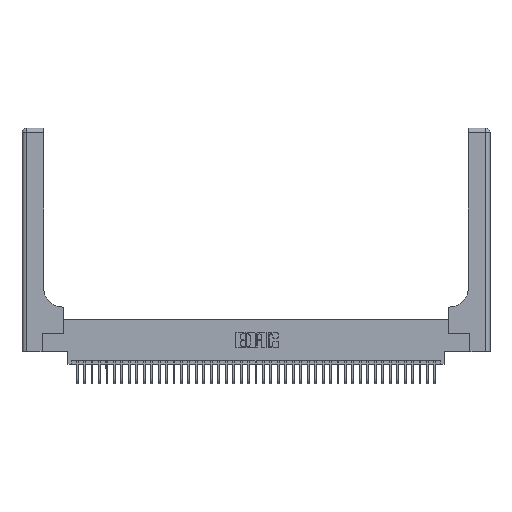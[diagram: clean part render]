
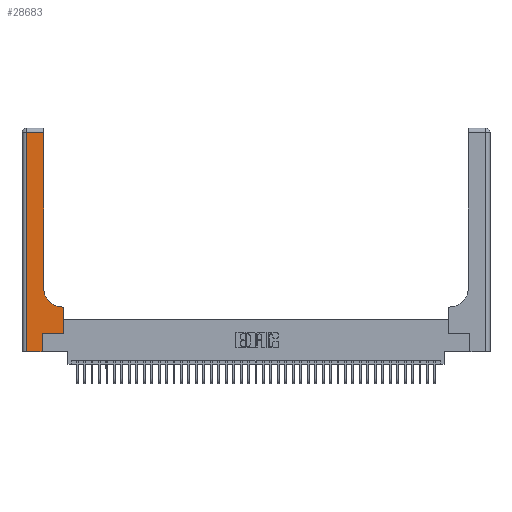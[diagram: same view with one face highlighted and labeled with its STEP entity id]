
A CAD part, top view. The second image highlights one B-rep face of the part: STEP entity #28683.
In plain terms, the highlighted planar face has unit normal (0, 0, 1).
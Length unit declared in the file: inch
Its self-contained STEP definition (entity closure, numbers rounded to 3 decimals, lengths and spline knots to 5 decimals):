
#193 = EDGE_CURVE ( 'NONE', #38329, #12804, #36790, .T. ) ;
#374 = CARTESIAN_POINT ( 'NONE',  ( 0., 0., 0.37 ) ) ;
#828 = ORIENTED_EDGE ( 'NONE', *, *, #20828, .T. ) ;
#1318 = EDGE_CURVE ( 'NONE', #30761, #22816, #21124, .T. ) ;
#1559 = CARTESIAN_POINT ( 'NONE',  ( 0.2915, 3., 0.37 ) ) ;
#2415 = ORIENTED_EDGE ( 'NONE', *, *, #28291, .T. ) ;
#4188 = LINE ( 'NONE', #43716, #32797 ) ;
#4272 = CARTESIAN_POINT ( 'NONE',  ( 0., 3., 0.37 ) ) ;
#4643 = ORIENTED_EDGE ( 'NONE', *, *, #21767, .T. ) ;
#5815 = DIRECTION ( 'NONE',  ( 0., 1., 0. ) ) ;
#6267 = VECTOR ( 'NONE', #5815, 39.37008 ) ;
#6828 = LINE ( 'NONE', #19465, #33257 ) ;
#6862 = CARTESIAN_POINT ( 'NONE',  ( 0.5415, 0.6, 0.37 ) ) ;
#7102 = EDGE_CURVE ( 'NONE', #21247, #23861, #40160, .T. ) ;
#7747 = DIRECTION ( 'NONE',  ( -1., 0., 0. ) ) ;
#8542 = DIRECTION ( 'NONE',  ( 0., 1., 0. ) ) ;
#9223 = VERTEX_POINT ( 'NONE', #19537 ) ;
#9375 = VECTOR ( 'NONE', #35397, 39.37008 ) ;
#9457 = CARTESIAN_POINT ( 'NONE',  ( 0.5415, 0.85, 0.37 ) ) ;
#10763 = AXIS2_PLACEMENT_3D ( 'NONE', #9457, #33519, #12918 ) ;
#11147 = VECTOR ( 'NONE', #27999, 39.37008 ) ;
#11763 = VERTEX_POINT ( 'NONE', #23017 ) ;
#11941 = VECTOR ( 'NONE', #21215, 39.37008 ) ;
#12804 = VERTEX_POINT ( 'NONE', #25645 ) ;
#12866 = DIRECTION ( 'NONE',  ( 0., 1., 0. ) ) ;
#12918 = DIRECTION ( 'NONE',  ( 1., 0., 0. ) ) ;
#13585 = VECTOR ( 'NONE', #8542, 39.37008 ) ;
#14724 = CARTESIAN_POINT ( 'NONE',  ( 0.5585, 0.6, 0.37 ) ) ;
#15476 = LINE ( 'NONE', #26511, #6267 ) ;
#16032 = EDGE_CURVE ( 'NONE', #22816, #9223, #35524, .T. ) ;
#16420 = ORIENTED_EDGE ( 'NONE', *, *, #7102, .T. ) ;
#16775 = CARTESIAN_POINT ( 'NONE',  ( 0., 2.94, 0.37 ) ) ;
#18670 = FACE_OUTER_BOUND ( 'NONE', #26356, .T. ) ;
#18697 = VERTEX_POINT ( 'NONE', #34707 ) ;
#18944 = EDGE_CURVE ( 'NONE', #9223, #21247, #22755, .T. ) ;
#19465 = CARTESIAN_POINT ( 'NONE',  ( 0.06, 3., 0.37 ) ) ;
#19537 = CARTESIAN_POINT ( 'NONE',  ( 0.2915, 0.85, 0.37 ) ) ;
#19614 = DIRECTION ( 'NONE',  ( 0., -1., 0. ) ) ;
#20828 = EDGE_CURVE ( 'NONE', #11763, #38329, #4188, .T. ) ;
#21124 = LINE ( 'NONE', #31435, #11941 ) ;
#21215 = DIRECTION ( 'NONE',  ( -1., 0., 0. ) ) ;
#21247 = VERTEX_POINT ( 'NONE', #25339 ) ;
#21486 = PLANE ( 'NONE',  #25792 ) ;
#21767 = EDGE_CURVE ( 'NONE', #18697, #11763, #38568, .T. ) ;
#22755 = LINE ( 'NONE', #1559, #13585 ) ;
#22816 = VERTEX_POINT ( 'NONE', #6862 ) ;
#23017 = CARTESIAN_POINT ( 'NONE',  ( 0.269, 0., 0.37 ) ) ;
#23861 = VERTEX_POINT ( 'NONE', #44295 ) ;
#25339 = CARTESIAN_POINT ( 'NONE',  ( 0.2915, 2.94, 0.37 ) ) ;
#25645 = CARTESIAN_POINT ( 'NONE',  ( 0.5585, 0.25, 0.37 ) ) ;
#25792 = AXIS2_PLACEMENT_3D ( 'NONE', #4272, #28438, #7747 ) ;
#26356 = EDGE_LOOP ( 'NONE', ( #28348, #16420, #31799, #4643, #828, #31068, #2415, #41561, #39163 ) ) ;
#26511 = CARTESIAN_POINT ( 'NONE',  ( 0.5585, 0.25, 0.37 ) ) ;
#27999 = DIRECTION ( 'NONE',  ( 1., 0., 0. ) ) ;
#28291 = EDGE_CURVE ( 'NONE', #12804, #30761, #15476, .T. ) ;
#28348 = ORIENTED_EDGE ( 'NONE', *, *, #18944, .T. ) ;
#28438 = DIRECTION ( 'NONE',  ( 0., 0., -1. ) ) ;
#28683 = ADVANCED_FACE ( 'NONE', ( #18670 ), #21486, .F. ) ;
#30488 = DIRECTION ( 'NONE',  ( -1., 0., 0. ) ) ;
#30761 = VERTEX_POINT ( 'NONE', #14724 ) ;
#31068 = ORIENTED_EDGE ( 'NONE', *, *, #193, .T. ) ;
#31435 = CARTESIAN_POINT ( 'NONE',  ( 0.2915, 0.6, 0.37 ) ) ;
#31799 = ORIENTED_EDGE ( 'NONE', *, *, #39219, .T. ) ;
#31968 = CARTESIAN_POINT ( 'NONE',  ( 0.269, 0.25, 0.37 ) ) ;
#32139 = VECTOR ( 'NONE', #30488, 39.37008 ) ;
#32797 = VECTOR ( 'NONE', #12866, 39.37008 ) ;
#33257 = VECTOR ( 'NONE', #19614, 39.37008 ) ;
#33519 = DIRECTION ( 'NONE',  ( 0., 0., -1. ) ) ;
#34707 = CARTESIAN_POINT ( 'NONE',  ( 0.06, 0., 0.37 ) ) ;
#35397 = DIRECTION ( 'NONE',  ( 1., 0., 0. ) ) ;
#35524 = CIRCLE ( 'NONE', #10763, 0.25 ) ;
#36790 = LINE ( 'NONE', #31968, #9375 ) ;
#38329 = VERTEX_POINT ( 'NONE', #38396 ) ;
#38396 = CARTESIAN_POINT ( 'NONE',  ( 0.269, 0.25, 0.37 ) ) ;
#38568 = LINE ( 'NONE', #374, #11147 ) ;
#39163 = ORIENTED_EDGE ( 'NONE', *, *, #16032, .T. ) ;
#39219 = EDGE_CURVE ( 'NONE', #23861, #18697, #6828, .T. ) ;
#40160 = LINE ( 'NONE', #16775, #32139 ) ;
#41561 = ORIENTED_EDGE ( 'NONE', *, *, #1318, .T. ) ;
#43716 = CARTESIAN_POINT ( 'NONE',  ( 0.269, 0., 0.37 ) ) ;
#44295 = CARTESIAN_POINT ( 'NONE',  ( 0.06, 2.94, 0.37 ) ) ;
